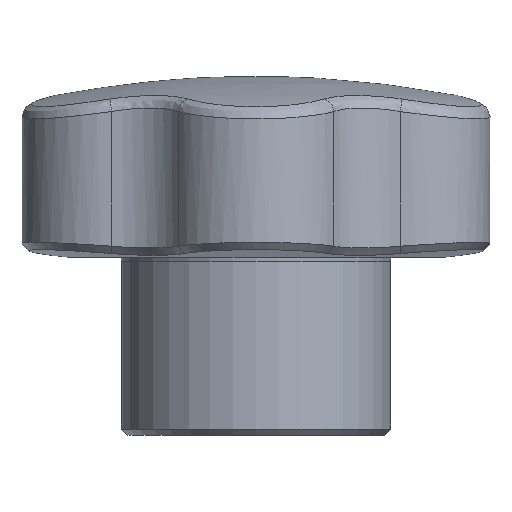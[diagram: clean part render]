
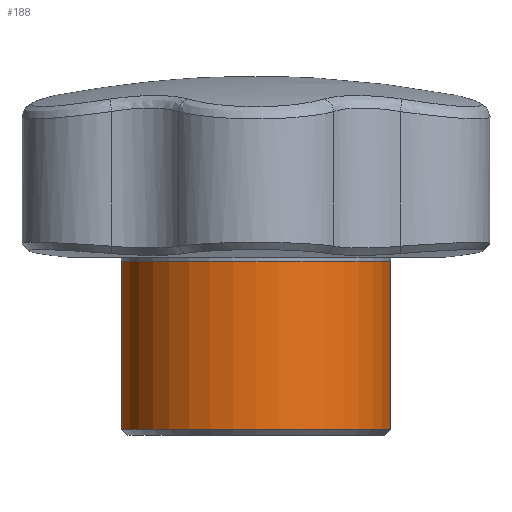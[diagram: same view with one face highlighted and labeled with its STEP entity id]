
A CAD part, left-side view. The second image highlights one B-rep face of the part: STEP entity #188.
In plain terms, the highlighted cylindrical face has radius 10.5 mm (diameter 21 mm), a full revolution.
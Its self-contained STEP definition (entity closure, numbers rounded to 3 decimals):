
#188 = ADVANCED_FACE( '', ( #414, #415 ), #416, .T. );
#414 = FACE_OUTER_BOUND( '', #2213, .T. );
#415 = FACE_OUTER_BOUND( '', #2214, .T. );
#416 = CYLINDRICAL_SURFACE( '', #2215, 10.5 );
#2213 = EDGE_LOOP( '', ( #3730 ) );
#2214 = EDGE_LOOP( '', ( #3731 ) );
#2215 = AXIS2_PLACEMENT_3D( '', #3732, #3733, #3734 );
#3730 = ORIENTED_EDGE( '', *, *, #4233, .T. );
#3731 = ORIENTED_EDGE( '', *, *, #4230, .F. );
#3732 = CARTESIAN_POINT( '', ( 0., 0., 28. ) );
#3733 = DIRECTION( '', ( 0., 0., -1. ) );
#3734 = DIRECTION( '', ( 1., 0., 0. ) );
#4230 = EDGE_CURVE( '', #4606, #4606, #4607, .T. );
#4233 = EDGE_CURVE( '', #4611, #4611, #4612, .T. );
#4606 = VERTEX_POINT( '', #6557 );
#4607 = CIRCLE( '', #6558, 10.5 );
#4611 = VERTEX_POINT( '', #6562 );
#4612 = CIRCLE( '', #6563, 10.5 );
#6557 = CARTESIAN_POINT( '', ( 10.5, 0., 13.239 ) );
#6558 = AXIS2_PLACEMENT_3D( '', #7520, #7521, #7522 );
#6562 = CARTESIAN_POINT( '', ( 10.5, 0., 0.137 ) );
#6563 = AXIS2_PLACEMENT_3D( '', #7526, #7527, #7528 );
#7520 = CARTESIAN_POINT( '', ( 0., 0., 13.239 ) );
#7521 = DIRECTION( '', ( 0., 0., 1. ) );
#7522 = DIRECTION( '', ( 1., 0., 0. ) );
#7526 = CARTESIAN_POINT( '', ( 0., 0., 0.137 ) );
#7527 = DIRECTION( '', ( 0., 0., 1. ) );
#7528 = DIRECTION( '', ( 1., 0., 0. ) );
